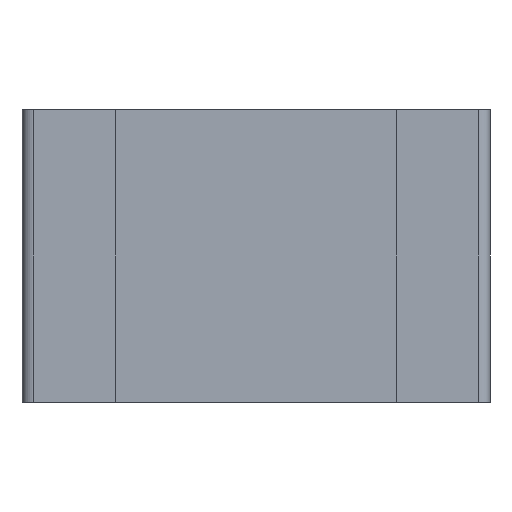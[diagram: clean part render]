
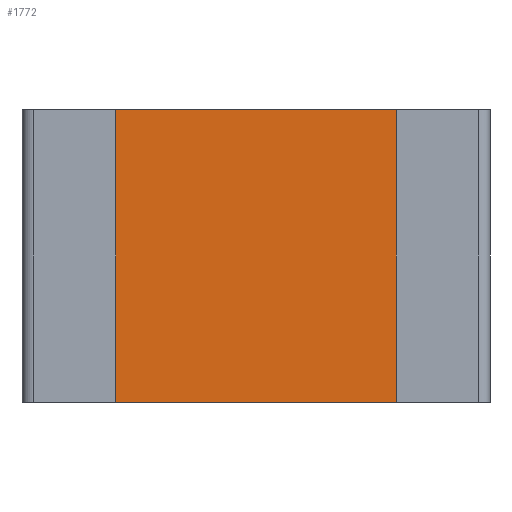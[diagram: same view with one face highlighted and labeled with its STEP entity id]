
A CAD part, front view. The second image highlights one B-rep face of the part: STEP entity #1772.
In plain terms, the highlighted planar face has unit normal (0, -1, 0).
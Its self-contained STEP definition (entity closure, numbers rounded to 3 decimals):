
#3 = CARTESIAN_POINT ( 'NONE',  ( -0.95, 0.05, -0.625 ) ) ;
#107 = VERTEX_POINT ( 'NONE', #2373 ) ;
#259 = PLANE ( 'NONE',  #3563 ) ;
#1475 = ORIENTED_EDGE ( 'NONE', *, *, #5617, .F. ) ;
#1643 = LINE ( 'NONE', #4364, #2096 ) ;
#1772 = ADVANCED_FACE ( 'NONE', ( #5513 ), #259, .F. ) ;
#1970 = VERTEX_POINT ( 'NONE', #2194 ) ;
#2052 = EDGE_CURVE ( 'NONE', #107, #3325, #4346, .T. ) ;
#2096 = VECTOR ( 'NONE', #5273, 1000. ) ;
#2194 = CARTESIAN_POINT ( 'NONE',  ( 0.95, 0.05, 0.625 ) ) ;
#2241 = ORIENTED_EDGE ( 'NONE', *, *, #5328, .F. ) ;
#2373 = CARTESIAN_POINT ( 'NONE',  ( 0.95, 0.05, -0.625 ) ) ;
#2374 = LINE ( 'NONE', #2436, #2419 ) ;
#2419 = VECTOR ( 'NONE', #4135, 1000. ) ;
#2436 = CARTESIAN_POINT ( 'NONE',  ( -0.95, 0.05, 0.625 ) ) ;
#2442 = VERTEX_POINT ( 'NONE', #2471 ) ;
#2471 = CARTESIAN_POINT ( 'NONE',  ( -0.95, 0.05, 0.625 ) ) ;
#2515 = ORIENTED_EDGE ( 'NONE', *, *, #5156, .F. ) ;
#2693 = DIRECTION ( 'NONE',  ( 0., 1., 0. ) ) ;
#3044 = LINE ( 'NONE', #3, #3260 ) ;
#3047 = DIRECTION ( 'NONE',  ( 0., 0., 1. ) ) ;
#3260 = VECTOR ( 'NONE', #4795, 1000. ) ;
#3325 = VERTEX_POINT ( 'NONE', #3711 ) ;
#3529 = CARTESIAN_POINT ( 'NONE',  ( 0., 0.05, 0. ) ) ;
#3563 = AXIS2_PLACEMENT_3D ( 'NONE', #3529, #2693, #3047 ) ;
#3711 = CARTESIAN_POINT ( 'NONE',  ( -0.95, 0.05, -0.625 ) ) ;
#3926 = DIRECTION ( 'NONE',  ( -1., 0., 0. ) ) ;
#4135 = DIRECTION ( 'NONE',  ( 1., 0., 0. ) ) ;
#4346 = LINE ( 'NONE', #4758, #4915 ) ;
#4364 = CARTESIAN_POINT ( 'NONE',  ( 0.95, 0.05, -0.625 ) ) ;
#4758 = CARTESIAN_POINT ( 'NONE',  ( -0.95, 0.05, -0.625 ) ) ;
#4795 = DIRECTION ( 'NONE',  ( 0., 0., 1. ) ) ;
#4915 = VECTOR ( 'NONE', #3926, 1000. ) ;
#4986 = EDGE_LOOP ( 'NONE', ( #1475, #5347, #2515, #2241 ) ) ;
#5156 = EDGE_CURVE ( 'NONE', #1970, #107, #1643, .T. ) ;
#5273 = DIRECTION ( 'NONE',  ( 0., 0., -1. ) ) ;
#5328 = EDGE_CURVE ( 'NONE', #2442, #1970, #2374, .T. ) ;
#5347 = ORIENTED_EDGE ( 'NONE', *, *, #2052, .F. ) ;
#5513 = FACE_OUTER_BOUND ( 'NONE', #4986, .T. ) ;
#5617 = EDGE_CURVE ( 'NONE', #3325, #2442, #3044, .T. ) ;
